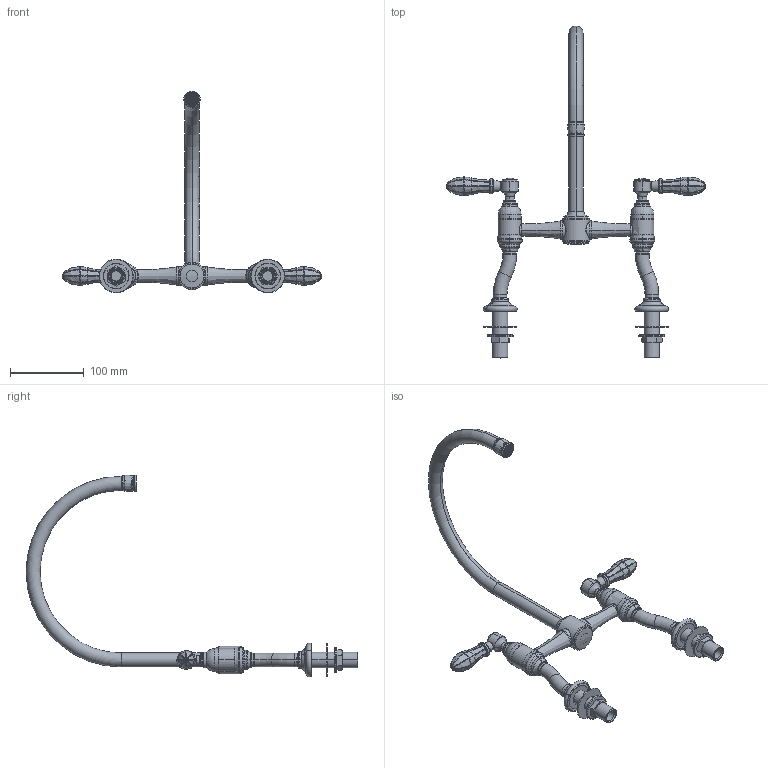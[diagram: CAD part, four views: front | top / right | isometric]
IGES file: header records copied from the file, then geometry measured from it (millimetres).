
Global section: file name: No Iges File Name specified; native system: Autodesk Inventor 2010; preprocessor: AutoDesk Inventor Iges Exporter R2010; author: adaniels; date: 20101203.151105; units: millimetre
Bounding box: 352 x 450.73 x 274.04 mm (x, y, z)
Volume: 316047 mm3; surface area: 220404.5 mm2
Topology: 63 solids, 63 shells, 3540 faces, 8948 edges, 5635 vertices
Faces by surface type: plane 1654, cylinder 784, revolution 428, bspline 326, torus 235, cone 106, sphere 7
